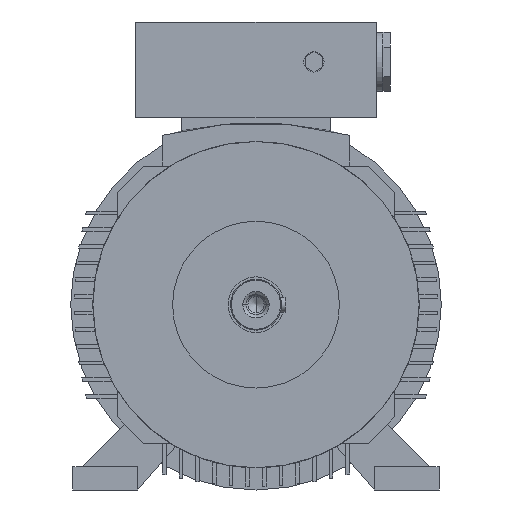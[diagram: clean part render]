
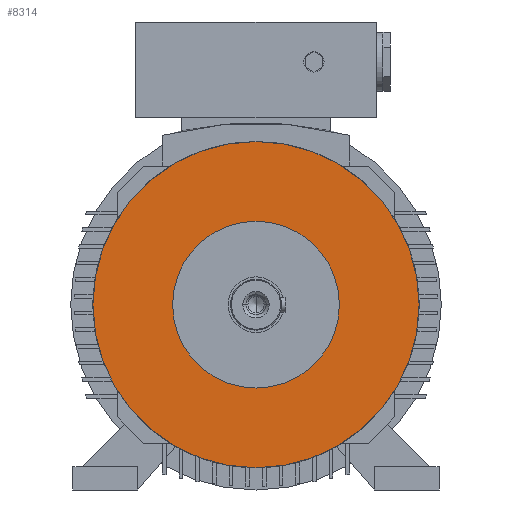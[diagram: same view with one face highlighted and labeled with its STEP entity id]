
A CAD part, front view. The second image highlights one B-rep face of the part: STEP entity #8314.
In plain terms, the highlighted planar face has unit normal (0, -1, 0).
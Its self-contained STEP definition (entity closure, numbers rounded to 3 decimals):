
#720 = EDGE_CURVE ( 'NONE', #11511, #11506, #7586, .T. ) ;
#1057 = EDGE_CURVE ( 'NONE', #11590, #11591, #8149, .T. ) ;
#1161 = DIRECTION ( 'NONE',  ( 0., 0., -1. ) ) ;
#1162 = DIRECTION ( 'NONE',  ( 0., -1., 0. ) ) ;
#1167 = CARTESIAN_POINT ( 'NONE',  ( 133., 36.5, 0. ) ) ;
#1168 = PLANE ( 'NONE',  #4551 ) ;
#1864 = DIRECTION ( 'NONE',  ( 0., 0., 1. ) ) ;
#1865 = DIRECTION ( 'NONE',  ( 0., 1., 0. ) ) ;
#1879 = CARTESIAN_POINT ( 'NONE',  ( 0., 36.5, 0. ) ) ;
#1966 = DIRECTION ( 'NONE',  ( 0., 0., 1. ) ) ;
#1969 = DIRECTION ( 'NONE',  ( 0., 1., 0. ) ) ;
#1980 = CARTESIAN_POINT ( 'NONE',  ( 0., 36.5, 0. ) ) ;
#2843 = EDGE_CURVE ( 'NONE', #11591, #11590, #3373, .T. ) ;
#2872 = EDGE_CURVE ( 'NONE', #11506, #11511, #3416, .T. ) ;
#3373 = CIRCLE ( 'NONE', #4396, 90. ) ;
#3416 = CIRCLE ( 'NONE', #4417, 176. ) ;
#3894 = CARTESIAN_POINT ( 'NONE',  ( 0., 36.5, 90. ) ) ;
#3895 = CARTESIAN_POINT ( 'NONE',  ( 0., 36.5, -90. ) ) ;
#3988 = CARTESIAN_POINT ( 'NONE',  ( 0., 36.5, -176. ) ) ;
#3994 = CARTESIAN_POINT ( 'NONE',  ( 0., 36.5, 176. ) ) ;
#4199 = AXIS2_PLACEMENT_3D ( 'NONE', #11264, #11250, #11249 ) ;
#4233 = AXIS2_PLACEMENT_3D ( 'NONE', #5970, #5967, #5965 ) ;
#4396 = AXIS2_PLACEMENT_3D ( 'NONE', #1980, #1969, #1966 ) ;
#4417 = AXIS2_PLACEMENT_3D ( 'NONE', #1879, #1865, #1864 ) ;
#4551 = AXIS2_PLACEMENT_3D ( 'NONE', #1167, #1162, #1161 ) ;
#5748 = ORIENTED_EDGE ( 'NONE', *, *, #1057, .T. ) ;
#5749 = ORIENTED_EDGE ( 'NONE', *, *, #2843, .T. ) ;
#5750 = ORIENTED_EDGE ( 'NONE', *, *, #720, .F. ) ;
#5751 = ORIENTED_EDGE ( 'NONE', *, *, #2872, .F. ) ;
#5965 = DIRECTION ( 'NONE',  ( 0., 0., 1. ) ) ;
#5967 = DIRECTION ( 'NONE',  ( 0., 1., 0. ) ) ;
#5970 = CARTESIAN_POINT ( 'NONE',  ( 0., 36.5, 0. ) ) ;
#7586 = CIRCLE ( 'NONE', #4199, 176. ) ;
#8149 = CIRCLE ( 'NONE', #4233, 90. ) ;
#8314 = ADVANCED_FACE ( 'NONE', ( #11821, #11825 ), #1168, .T. ) ;
#10461 = EDGE_LOOP ( 'NONE', ( #5749, #5748 ) ) ;
#10468 = EDGE_LOOP ( 'NONE', ( #5751, #5750 ) ) ;
#11249 = DIRECTION ( 'NONE',  ( 0., 0., 1. ) ) ;
#11250 = DIRECTION ( 'NONE',  ( 0., 1., 0. ) ) ;
#11264 = CARTESIAN_POINT ( 'NONE',  ( 0., 36.5, 0. ) ) ;
#11506 = VERTEX_POINT ( 'NONE', #3994 ) ;
#11511 = VERTEX_POINT ( 'NONE', #3988 ) ;
#11590 = VERTEX_POINT ( 'NONE', #3895 ) ;
#11591 = VERTEX_POINT ( 'NONE', #3894 ) ;
#11821 = FACE_OUTER_BOUND ( 'NONE', #10468, .T. ) ;
#11825 = FACE_BOUND ( 'NONE', #10461, .T. ) ;
